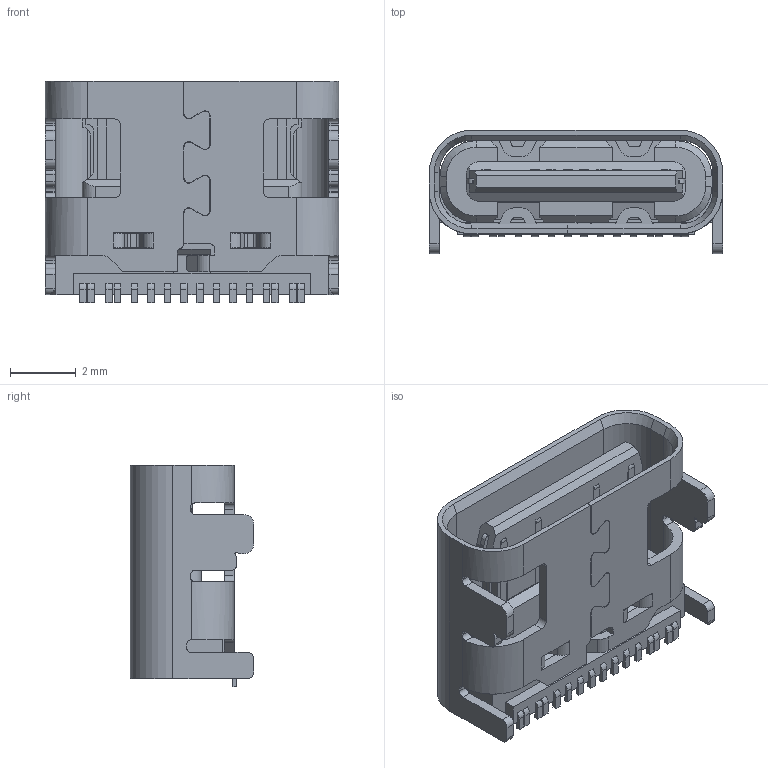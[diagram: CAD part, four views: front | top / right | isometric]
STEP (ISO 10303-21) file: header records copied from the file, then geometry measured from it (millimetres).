
FILE_DESCRIPTION (( 'STEP AP214' ), '1' );
FILE_NAME ('217179-0001.STEP', '2024-11-28T19:39:21', ( '' ), ( '' ), 'SwSTEP 2.0', 'SolidWorks 2024', '' );
FILE_SCHEMA (( 'AUTOMOTIVE_DESIGN' ));
Length unit declared in the file: millimetre
Products named in the file (40): 2171790001_2171790001_10; 2171790001_2171790001_3; 2171790001_2171790001_12; 2171790001_2171790001_18; 2171790001_2171790001_24; 2171790001_2171790001_8; 2171790001_2171790001_25; 2171790001_2171790001_9; 2171790001_2171790001_11; 2171790001_2171790001_15; 2171790001_2171790001_20; 2171790001_2171790001_29; 217179-0001; 2171790001_2171790001_2; 2171790001_2171790001_26; 2171790001_2171790001_22; 2171790001_2171790001_37; 2171790001_2171790001_16; 2171790001_2171790001_30; 2171790001_2171790001_13; 2171790001_2171790001_32; 2171790001_2171790001_27; 2171790001_2171790001_31; 2171790001_2171790001_33; 2171790001_2171790001_1; 2171790001_2171790001_34; 2171790001_2171790001_5; 2171790001_2171790001_36; 2171790001_2171790001_4; 2171790001_2171790001_17; 2171790001_2171790001_28; 2171790001_2171790001_21; 2171790001_2171790001; 2171790001_2171790001_6; 2171790001_2171790001_23; 2171790001_2171790001_35; 2171790001_2171790001_7; 2171790001_2171790001_14; 2171790001_2171790001_19
Assembly tree (39 placements, depth 3):
  217179-0001
    2171790001_2171790001
      2171790001_2171790001_23
      2171790001_2171790001_36
      2171790001_2171790001_22
      2171790001_2171790001_16
      2171790001_2171790001_17
      2171790001_2171790001_7
      2171790001_2171790001_18
      2171790001_2171790001_21
      2171790001_2171790001_8
      2171790001_2171790001_33
      2171790001_2171790001_15
      2171790001_2171790001_31
      2171790001_2171790001_2
      2171790001_2171790001_12
      2171790001_2171790001_9
      2171790001_2171790001_35
      2171790001_2171790001_29
      2171790001_2171790001_3
      2171790001_2171790001
      2171790001_2171790001_37
      2171790001_2171790001_11
      2171790001_2171790001_34
      2171790001_2171790001_28
      2171790001_2171790001_14
      2171790001_2171790001_20
      2171790001_2171790001_25
      2171790001_2171790001_1
      2171790001_2171790001_10
      2171790001_2171790001_13
      2171790001_2171790001_5
      2171790001_2171790001_19
      2171790001_2171790001_32
      2171790001_2171790001_24
      2171790001_2171790001_30
      2171790001_2171790001_26
      2171790001_2171790001_4
      2171790001_2171790001_6
      2171790001_2171790001_27
Bounding box: 8.94 x 3.76 x 6.75 mm (x, y, z)
Volume: 95.2 mm3; surface area: 454 mm2
Topology: 38 solids, 38 shells, 702 faces, 1898 edges, 1260 vertices
Faces by surface type: plane 486, cylinder 206, cone 10
Entity records: 23782 total; most frequent: CARTESIAN_POINT 4647, ORIENTED_EDGE 3796, DIRECTION 3674, EDGE_CURVE 1898, VECTOR 1412, LINE 1412, VERTEX_POINT 1260, AXIS2_PLACEMENT_3D 1131
